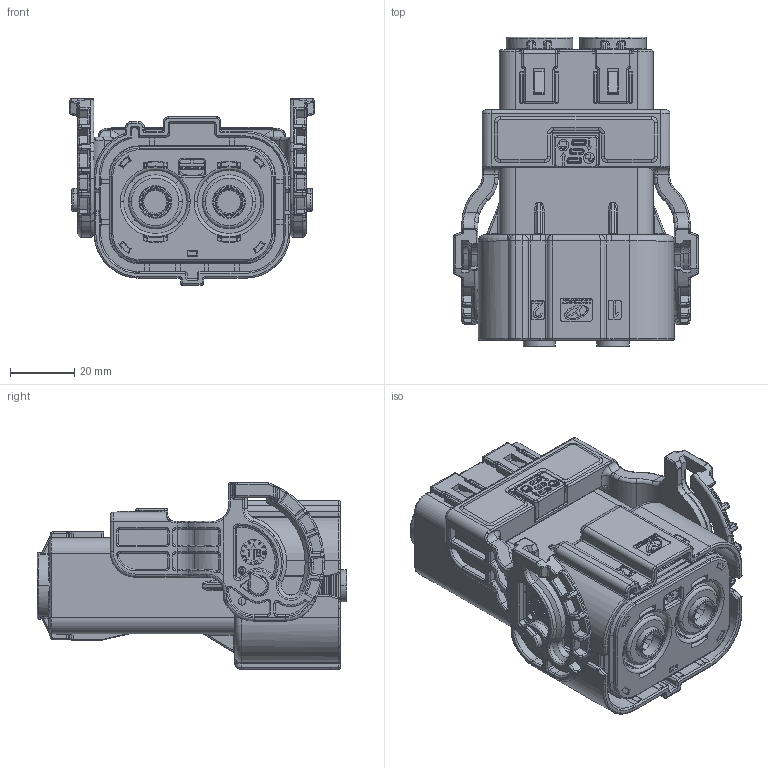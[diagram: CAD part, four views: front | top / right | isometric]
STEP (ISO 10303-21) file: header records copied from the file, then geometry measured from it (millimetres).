
FILE_DESCRIPTION (( 'STEP AP203' ), '1' );
FILE_NAME ('1.STEP', '2019-11-15T06:11:00', ( 'yguser' ), ( 'yongguikeji' ), 'SwSTEP 2.0', 'SolidWorks 2018', '' );
FILE_SCHEMA (( 'CONFIG_CONTROL_DESIGN' ));
Length unit declared in the file: millimetre
Products named in the file (1): 1
Bounding box: 76.2 x 96.65 x 58.22 mm (x, y, z)
Volume: 147756.1 mm3; surface area: 74281.8 mm2
Topology: 1 solids, 3 shells, 4405 faces, 11509 edges, 7083 vertices
Faces by surface type: plane 1823, cylinder 1225, bspline 541, torus 464, cone 288, sphere 64
Entity records: 155506 total; most frequent: CARTESIAN_POINT 51459, ORIENTED_EDGE 22798, DIRECTION 20470, EDGE_CURVE 11399, AXIS2_PLACEMENT_3D 7079, VERTEX_POINT 7075, VECTOR 6312, LINE 6312
